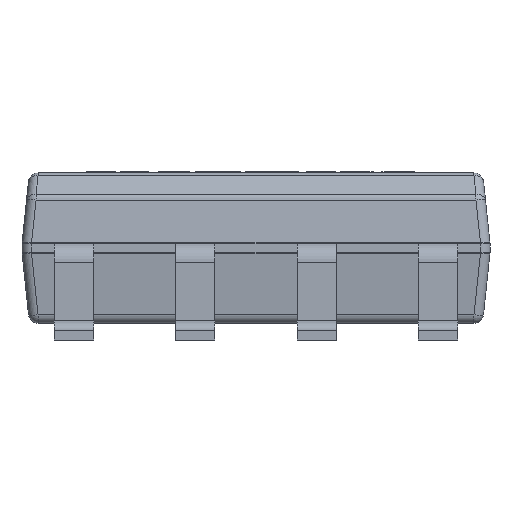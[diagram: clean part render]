
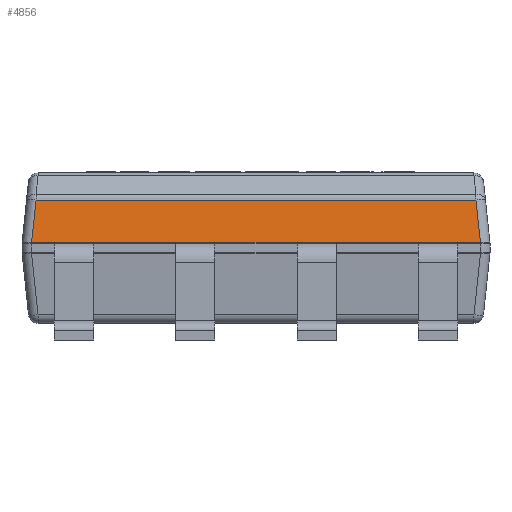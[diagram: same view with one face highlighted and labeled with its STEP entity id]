
A CAD part, left-side view. The second image highlights one B-rep face of the part: STEP entity #4856.
In plain terms, the highlighted planar face has unit normal (-0.995, 0, 0.104).
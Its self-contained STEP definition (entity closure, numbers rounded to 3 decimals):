
#139 = LINE ( 'NONE', #15309, #1515 ) ;
#251 = LINE ( 'NONE', #1338, #15896 ) ;
#531 = FACE_OUTER_BOUND ( 'NONE', #2595, .T. ) ;
#865 = CARTESIAN_POINT ( 'NONE',  ( -1.949, -2.35, 1.018 ) ) ;
#1338 = CARTESIAN_POINT ( 'NONE',  ( -1.949, -2.45, 1.018 ) ) ;
#1515 = VECTOR ( 'NONE', #7064, 1000. ) ;
#1701 = PLANE ( 'NONE',  #17241 ) ;
#2183 = CARTESIAN_POINT ( 'NONE',  ( -1.951, 2.352, 1.002 ) ) ;
#2295 = EDGE_CURVE ( 'NONE', #12755, #13218, #251, .T. ) ;
#2475 = EDGE_CURVE ( 'NONE', #11357, #9666, #139, .T. ) ;
#2595 = EDGE_LOOP ( 'NONE', ( #3346, #11641, #4336, #9297 ) ) ;
#3020 = DIRECTION ( 'NONE',  ( 0., 1., 0. ) ) ;
#3340 = LINE ( 'NONE', #2183, #5708 ) ;
#3346 = ORIENTED_EDGE ( 'NONE', *, *, #2295, .F. ) ;
#4336 = ORIENTED_EDGE ( 'NONE', *, *, #2475, .T. ) ;
#4856 = ADVANCED_FACE ( 'NONE', ( #531 ), #1701, .T. ) ;
#5041 = CARTESIAN_POINT ( 'NONE',  ( -1.949, 2.35, 1.018 ) ) ;
#5708 = VECTOR ( 'NONE', #17015, 1000. ) ;
#7064 = DIRECTION ( 'NONE',  ( 0., 1., 0. ) ) ;
#7082 = DIRECTION ( 'NONE',  ( 0., 1., 0. ) ) ;
#7535 = CARTESIAN_POINT ( 'NONE',  ( -1.95, -2.45, 1.012 ) ) ;
#7739 = DIRECTION ( 'NONE',  ( 0.104, 0.104, 0.989 ) ) ;
#7829 = LINE ( 'NONE', #13298, #17086 ) ;
#8906 = EDGE_CURVE ( 'NONE', #12755, #11357, #7829, .T. ) ;
#9297 = ORIENTED_EDGE ( 'NONE', *, *, #13054, .F. ) ;
#9666 = VERTEX_POINT ( 'NONE', #13425 ) ;
#11357 = VERTEX_POINT ( 'NONE', #13384 ) ;
#11484 = DIRECTION ( 'NONE',  ( -0.995, 0., 0.105 ) ) ;
#11641 = ORIENTED_EDGE ( 'NONE', *, *, #8906, .T. ) ;
#12755 = VERTEX_POINT ( 'NONE', #865 ) ;
#13054 = EDGE_CURVE ( 'NONE', #13218, #9666, #3340, .T. ) ;
#13218 = VERTEX_POINT ( 'NONE', #5041 ) ;
#13298 = CARTESIAN_POINT ( 'NONE',  ( -1.951, -2.352, 1.002 ) ) ;
#13384 = CARTESIAN_POINT ( 'NONE',  ( -1.902, -2.303, 1.466 ) ) ;
#13425 = CARTESIAN_POINT ( 'NONE',  ( -1.902, 2.303, 1.466 ) ) ;
#15309 = CARTESIAN_POINT ( 'NONE',  ( -1.902, -2.399, 1.466 ) ) ;
#15896 = VECTOR ( 'NONE', #7082, 1000. ) ;
#17015 = DIRECTION ( 'NONE',  ( 0.104, -0.104, 0.989 ) ) ;
#17086 = VECTOR ( 'NONE', #7739, 1000. ) ;
#17241 = AXIS2_PLACEMENT_3D ( 'NONE', #7535, #11484, #3020 ) ;
